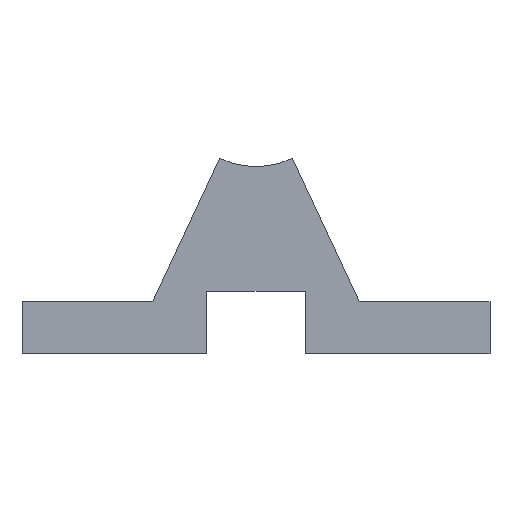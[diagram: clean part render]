
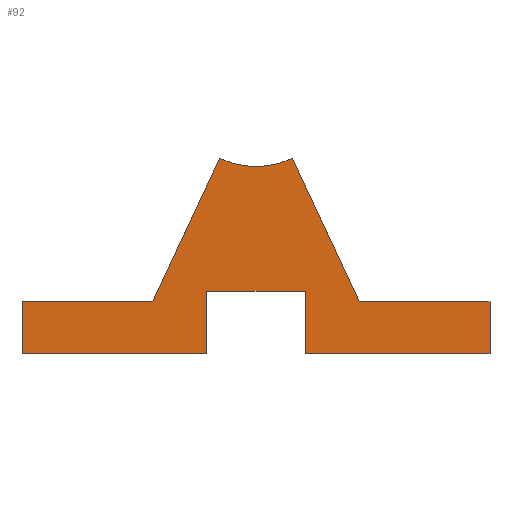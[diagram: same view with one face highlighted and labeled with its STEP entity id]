
A CAD part, front view. The second image highlights one B-rep face of the part: STEP entity #92.
In plain terms, the highlighted planar face has unit normal (0, -1, 0).
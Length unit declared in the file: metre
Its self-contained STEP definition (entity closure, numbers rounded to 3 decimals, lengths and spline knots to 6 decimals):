
#92 = ADVANCED_FACE( '', ( #213 ), #214, .T. );
#213 = FACE_OUTER_BOUND( '', #334, .T. );
#214 = PLANE( '', #335 );
#334 = EDGE_LOOP( '', ( #529, #530, #531, #532, #533, #534, #535, #536, #537, #538, #539, #540 ) );
#335 = AXIS2_PLACEMENT_3D( '', #541, #542, #543 );
#529 = ORIENTED_EDGE( '', *, *, #647, .F. );
#530 = ORIENTED_EDGE( '', *, *, #654, .T. );
#531 = ORIENTED_EDGE( '', *, *, #656, .T. );
#532 = ORIENTED_EDGE( '', *, *, #635, .T. );
#533 = ORIENTED_EDGE( '', *, *, #600, .F. );
#534 = ORIENTED_EDGE( '', *, *, #640, .F. );
#535 = ORIENTED_EDGE( '', *, *, #617, .F. );
#536 = ORIENTED_EDGE( '', *, *, #657, .F. );
#537 = ORIENTED_EDGE( '', *, *, #608, .F. );
#538 = ORIENTED_EDGE( '', *, *, #658, .F. );
#539 = ORIENTED_EDGE( '', *, *, #590, .F. );
#540 = ORIENTED_EDGE( '', *, *, #632, .F. );
#541 = CARTESIAN_POINT( '', ( 0., 0., 0.026 ) );
#542 = DIRECTION( '', ( 0., -1., 0. ) );
#543 = DIRECTION( '', ( 0., 0., -1. ) );
#590 = EDGE_CURVE( '', #684, #685, #686, .T. );
#600 = EDGE_CURVE( '', #702, #698, #704, .T. );
#608 = EDGE_CURVE( '', #717, #718, #719, .T. );
#617 = EDGE_CURVE( '', #733, #734, #735, .T. );
#632 = EDGE_CURVE( '', #757, #684, #758, .T. );
#635 = EDGE_CURVE( '', #761, #698, #762, .T. );
#640 = EDGE_CURVE( '', #734, #702, #768, .T. );
#647 = EDGE_CURVE( '', #777, #757, #779, .T. );
#654 = EDGE_CURVE( '', #777, #785, #787, .T. );
#656 = EDGE_CURVE( '', #785, #761, #789, .T. );
#657 = EDGE_CURVE( '', #718, #733, #790, .T. );
#658 = EDGE_CURVE( '', #685, #717, #791, .T. );
#684 = VERTEX_POINT( '', #879 );
#685 = VERTEX_POINT( '', #880 );
#686 = LINE( '', #881, #882 );
#698 = VERTEX_POINT( '', #897 );
#702 = VERTEX_POINT( '', #903 );
#704 = LINE( '', #906, #907 );
#717 = VERTEX_POINT( '', #1042 );
#718 = VERTEX_POINT( '', #1043 );
#719 = CIRCLE( '', #1044, 0.008 );
#733 = VERTEX_POINT( '', #1121 );
#734 = VERTEX_POINT( '', #1122 );
#735 = LINE( '', #1123, #1124 );
#757 = VERTEX_POINT( '', #1157 );
#758 = LINE( '', #1158, #1159 );
#761 = VERTEX_POINT( '', #1163 );
#762 = LINE( '', #1164, #1165 );
#768 = LINE( '', #1172, #1173 );
#777 = VERTEX_POINT( '', #1182 );
#779 = LINE( '', #1185, #1186 );
#785 = VERTEX_POINT( '', #1192 );
#787 = LINE( '', #1195, #1196 );
#789 = LINE( '', #1198, #1199 );
#790 = LINE( '', #1200, #1201 );
#791 = LINE( '', #1202, #1203 );
#879 = CARTESIAN_POINT( '', ( -0.0225, 0., 0.005 ) );
#880 = CARTESIAN_POINT( '', ( -0.009938, 0., 0.005 ) );
#881 = CARTESIAN_POINT( '', ( -0.0225, 0., 0.005 ) );
#882 = VECTOR( '', #1231, 1. );
#897 = CARTESIAN_POINT( '', ( 0.00475, 0., 0. ) );
#903 = CARTESIAN_POINT( '', ( 0.0225, 0., 0. ) );
#906 = CARTESIAN_POINT( '', ( 0.0225, 0., 0. ) );
#907 = VECTOR( '', #1244, 1. );
#1042 = CARTESIAN_POINT( '', ( -0.0035, 0., 0.018806 ) );
#1043 = CARTESIAN_POINT( '', ( 0.0035, 0., 0.018806 ) );
#1044 = AXIS2_PLACEMENT_3D( '', #1254, #1255, #1256 );
#1121 = CARTESIAN_POINT( '', ( 0.009938, 0., 0.005 ) );
#1122 = CARTESIAN_POINT( '', ( 0.0225, 0., 0.005 ) );
#1123 = CARTESIAN_POINT( '', ( 0.0225, 0., 0.005 ) );
#1124 = VECTOR( '', #1268, 1. );
#1157 = CARTESIAN_POINT( '', ( -0.0225, 0., 0. ) );
#1158 = CARTESIAN_POINT( '', ( -0.0225, 0., 0. ) );
#1159 = VECTOR( '', #1283, 1. );
#1163 = CARTESIAN_POINT( '', ( 0.00475, 0., 0.006 ) );
#1164 = CARTESIAN_POINT( '', ( 0.00475, 0., 0.006 ) );
#1165 = VECTOR( '', #1285, 1. );
#1172 = CARTESIAN_POINT( '', ( 0.0225, 0., 0. ) );
#1173 = VECTOR( '', #1290, 1. );
#1182 = CARTESIAN_POINT( '', ( -0.00475, 0., 0. ) );
#1185 = CARTESIAN_POINT( '', ( 0.0225, 0., 0. ) );
#1186 = VECTOR( '', #1301, 1. );
#1192 = CARTESIAN_POINT( '', ( -0.00475, 0., 0.006 ) );
#1195 = CARTESIAN_POINT( '', ( -0.00475, 0., 0. ) );
#1196 = VECTOR( '', #1303, 1. );
#1198 = CARTESIAN_POINT( '', ( -0.00475, 0., 0.006 ) );
#1199 = VECTOR( '', #1304, 1. );
#1200 = CARTESIAN_POINT( '', ( 0.009938, 0., 0.005 ) );
#1201 = VECTOR( '', #1305, 1. );
#1202 = CARTESIAN_POINT( '', ( -0.009938, 0., 0.005 ) );
#1203 = VECTOR( '', #1306, 1. );
#1231 = DIRECTION( '', ( 1., 0., 0. ) );
#1244 = DIRECTION( '', ( -1., 0., 0. ) );
#1254 = CARTESIAN_POINT( '', ( 0., 0., 0.026 ) );
#1255 = DIRECTION( '', ( 0., -1., 0. ) );
#1256 = DIRECTION( '', ( 1., 0., 0. ) );
#1268 = DIRECTION( '', ( 1., 0., 0. ) );
#1283 = DIRECTION( '', ( 0., 0., 1. ) );
#1285 = DIRECTION( '', ( 0., 0., -1. ) );
#1290 = DIRECTION( '', ( 0., 0., -1. ) );
#1301 = DIRECTION( '', ( -1., 0., 0. ) );
#1303 = DIRECTION( '', ( 0., 0., 1. ) );
#1304 = DIRECTION( '', ( 1., 0., 0. ) );
#1305 = DIRECTION( '', ( 0.423, 0., -0.906 ) );
#1306 = DIRECTION( '', ( 0.423, 0., 0.906 ) );
